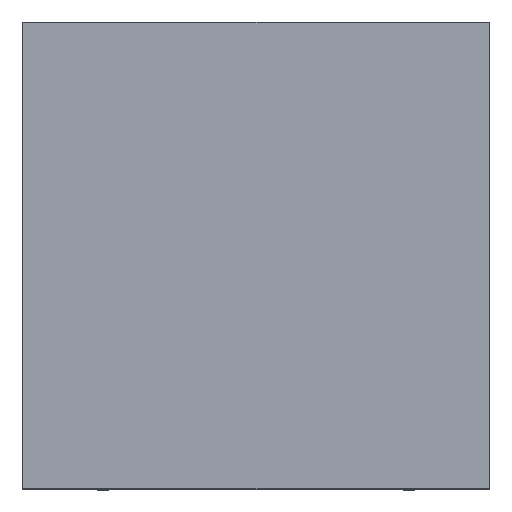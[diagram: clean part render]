
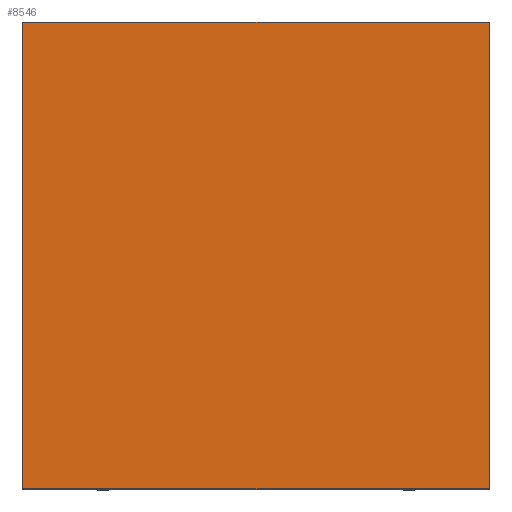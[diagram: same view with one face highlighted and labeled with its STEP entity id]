
A CAD part, top view. The second image highlights one B-rep face of the part: STEP entity #8546.
In plain terms, the highlighted planar face has unit normal (0, 0, 1).
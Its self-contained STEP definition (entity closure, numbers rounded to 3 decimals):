
#765 = EDGE_CURVE ( 'NONE', #12285, #6182, #11061, .T. ) ;
#888 = LINE ( 'NONE', #4765, #7316 ) ;
#1394 = PLANE ( 'NONE',  #13399 ) ;
#1747 = EDGE_CURVE ( 'NONE', #9620, #12285, #5366, .T. ) ;
#3891 = FACE_OUTER_BOUND ( 'NONE', #13330, .T. ) ;
#4207 = DIRECTION ( 'NONE',  ( 0., 1., 0. ) ) ;
#4269 = DIRECTION ( 'NONE',  ( 1., 0., 0. ) ) ;
#4631 = VERTEX_POINT ( 'NONE', #14241 ) ;
#4765 = CARTESIAN_POINT ( 'NONE',  ( -0.345, -0.345, 0.47 ) ) ;
#5336 = DIRECTION ( 'NONE',  ( 0., -1., 0. ) ) ;
#5366 = LINE ( 'NONE', #10144, #15477 ) ;
#6182 = VERTEX_POINT ( 'NONE', #11475 ) ;
#7221 = CARTESIAN_POINT ( 'NONE',  ( 0.345, -0.345, 0.47 ) ) ;
#7296 = EDGE_CURVE ( 'NONE', #4631, #9620, #888, .T. ) ;
#7316 = VECTOR ( 'NONE', #7984, 1000. ) ;
#7455 = DIRECTION ( 'NONE',  ( -1., 0., 0. ) ) ;
#7984 = DIRECTION ( 'NONE',  ( 1., 0., 0. ) ) ;
#8546 = ADVANCED_FACE ( 'NONE', ( #3891 ), #1394, .T. ) ;
#8970 = ORIENTED_EDGE ( 'NONE', *, *, #15500, .T. ) ;
#9227 = CARTESIAN_POINT ( 'NONE',  ( 0.345, 0.345, 0.47 ) ) ;
#9620 = VERTEX_POINT ( 'NONE', #7221 ) ;
#9967 = CARTESIAN_POINT ( 'NONE',  ( 0.345, 0.345, 0.47 ) ) ;
#10144 = CARTESIAN_POINT ( 'NONE',  ( 0.345, -0.345, 0.47 ) ) ;
#10260 = ORIENTED_EDGE ( 'NONE', *, *, #1747, .T. ) ;
#10395 = ORIENTED_EDGE ( 'NONE', *, *, #765, .T. ) ;
#10758 = VECTOR ( 'NONE', #7455, 1000. ) ;
#11061 = LINE ( 'NONE', #9967, #10758 ) ;
#11302 = LINE ( 'NONE', #11610, #11378 ) ;
#11378 = VECTOR ( 'NONE', #5336, 1000. ) ;
#11475 = CARTESIAN_POINT ( 'NONE',  ( -0.345, 0.345, 0.47 ) ) ;
#11610 = CARTESIAN_POINT ( 'NONE',  ( -0.345, 0.345, 0.47 ) ) ;
#12285 = VERTEX_POINT ( 'NONE', #9227 ) ;
#13330 = EDGE_LOOP ( 'NONE', ( #14333, #10260, #10395, #8970 ) ) ;
#13399 = AXIS2_PLACEMENT_3D ( 'NONE', #14693, #13587, #4269 ) ;
#13587 = DIRECTION ( 'NONE',  ( 0., 0., 1. ) ) ;
#14241 = CARTESIAN_POINT ( 'NONE',  ( -0.345, -0.345, 0.47 ) ) ;
#14333 = ORIENTED_EDGE ( 'NONE', *, *, #7296, .T. ) ;
#14693 = CARTESIAN_POINT ( 'NONE',  ( 0., 0., 0.47 ) ) ;
#15477 = VECTOR ( 'NONE', #4207, 1000. ) ;
#15500 = EDGE_CURVE ( 'NONE', #6182, #4631, #11302, .T. ) ;
